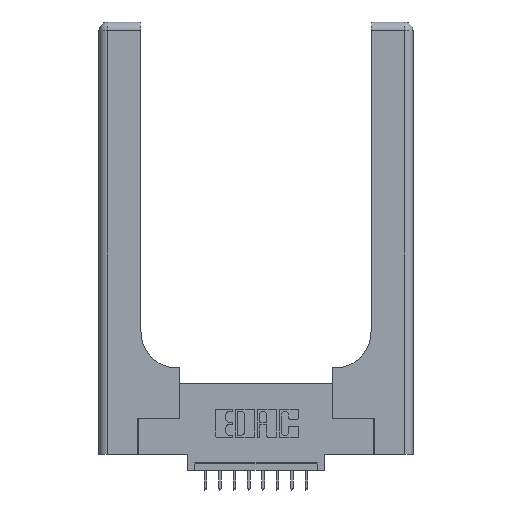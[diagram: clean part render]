
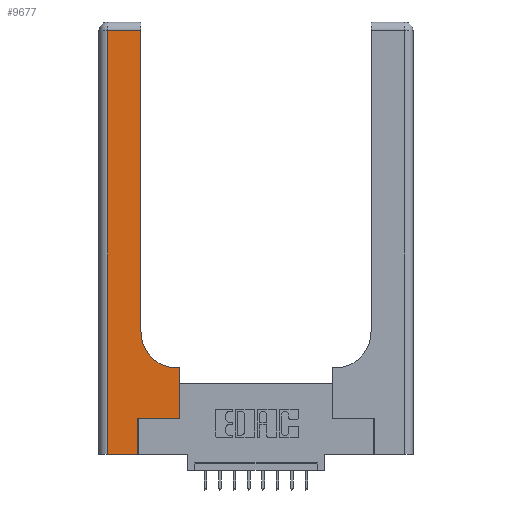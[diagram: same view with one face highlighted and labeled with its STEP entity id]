
A CAD part, top view. The second image highlights one B-rep face of the part: STEP entity #9677.
In plain terms, the highlighted planar face has unit normal (0, 0, 1).
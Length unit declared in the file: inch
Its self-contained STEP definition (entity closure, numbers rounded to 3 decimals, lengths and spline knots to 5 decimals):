
#91 = CARTESIAN_POINT ( 'NONE',  ( 0.269, 0.25, 0.37 ) ) ;
#182 = LINE ( 'NONE', #12571, #9756 ) ;
#328 = DIRECTION ( 'NONE',  ( 0., -1., 0. ) ) ;
#345 = PLANE ( 'NONE',  #3274 ) ;
#961 = VERTEX_POINT ( 'NONE', #11999 ) ;
#1392 = DIRECTION ( 'NONE',  ( 0., 1., 0. ) ) ;
#1395 = CARTESIAN_POINT ( 'NONE',  ( 0.269, 0., 0.37 ) ) ;
#1465 = DIRECTION ( 'NONE',  ( -1., 0., 0. ) ) ;
#1478 = EDGE_CURVE ( 'NONE', #14676, #2271, #1591, .T. ) ;
#1512 = DIRECTION ( 'NONE',  ( 1., 0., 0. ) ) ;
#1522 = VERTEX_POINT ( 'NONE', #12845 ) ;
#1591 = LINE ( 'NONE', #7749, #2082 ) ;
#1627 = CARTESIAN_POINT ( 'NONE',  ( 0., 2.94, 0.37 ) ) ;
#2082 = VECTOR ( 'NONE', #1512, 39.37008 ) ;
#2271 = VERTEX_POINT ( 'NONE', #1395 ) ;
#2667 = EDGE_CURVE ( 'NONE', #6135, #14123, #3973, .T. ) ;
#2723 = ORIENTED_EDGE ( 'NONE', *, *, #10488, .T. ) ;
#3006 = CARTESIAN_POINT ( 'NONE',  ( 0.06, 2.94, 0.37 ) ) ;
#3173 = VECTOR ( 'NONE', #4205, 39.37008 ) ;
#3175 = ORIENTED_EDGE ( 'NONE', *, *, #11382, .T. ) ;
#3274 = AXIS2_PLACEMENT_3D ( 'NONE', #14020, #3295, #8918 ) ;
#3294 = LINE ( 'NONE', #10747, #3173 ) ;
#3295 = DIRECTION ( 'NONE',  ( 0., 0., -1. ) ) ;
#3730 = ORIENTED_EDGE ( 'NONE', *, *, #3856, .T. ) ;
#3747 = EDGE_CURVE ( 'NONE', #15220, #14676, #14003, .T. ) ;
#3791 = ORIENTED_EDGE ( 'NONE', *, *, #2667, .T. ) ;
#3856 = EDGE_CURVE ( 'NONE', #961, #1522, #3294, .T. ) ;
#3967 = EDGE_CURVE ( 'NONE', #1522, #10330, #12775, .T. ) ;
#3973 = LINE ( 'NONE', #91, #9627 ) ;
#4186 = CARTESIAN_POINT ( 'NONE',  ( 0.5585, 0.25, 0.37 ) ) ;
#4194 = EDGE_LOOP ( 'NONE', ( #11730, #7634, #6295, #10598, #2723, #3791, #3175, #3730, #6705 ) ) ;
#4205 = DIRECTION ( 'NONE',  ( -1., 0., 0. ) ) ;
#4423 = CARTESIAN_POINT ( 'NONE',  ( 0.2915, 0.85, 0.37 ) ) ;
#5515 = AXIS2_PLACEMENT_3D ( 'NONE', #7584, #9929, #12533 ) ;
#6130 = LINE ( 'NONE', #7188, #7417 ) ;
#6135 = VERTEX_POINT ( 'NONE', #11436 ) ;
#6295 = ORIENTED_EDGE ( 'NONE', *, *, #3747, .T. ) ;
#6705 = ORIENTED_EDGE ( 'NONE', *, *, #3967, .T. ) ;
#7188 = CARTESIAN_POINT ( 'NONE',  ( 0.2915, 3., 0.37 ) ) ;
#7417 = VECTOR ( 'NONE', #14650, 39.37008 ) ;
#7584 = CARTESIAN_POINT ( 'NONE',  ( 0.5415, 0.85, 0.37 ) ) ;
#7634 = ORIENTED_EDGE ( 'NONE', *, *, #15684, .T. ) ;
#7749 = CARTESIAN_POINT ( 'NONE',  ( 0., 0., 0.37 ) ) ;
#7943 = LINE ( 'NONE', #1627, #8449 ) ;
#8449 = VECTOR ( 'NONE', #1465, 39.37008 ) ;
#8740 = CARTESIAN_POINT ( 'NONE',  ( 0.2915, 2.94, 0.37 ) ) ;
#8818 = DIRECTION ( 'NONE',  ( 1., 0., 0. ) ) ;
#8918 = DIRECTION ( 'NONE',  ( -1., 0., 0. ) ) ;
#9627 = VECTOR ( 'NONE', #8818, 39.37008 ) ;
#9677 = ADVANCED_FACE ( 'NONE', ( #11600 ), #345, .F. ) ;
#9740 = VECTOR ( 'NONE', #13816, 39.37008 ) ;
#9756 = VECTOR ( 'NONE', #1392, 39.37008 ) ;
#9759 = EDGE_CURVE ( 'NONE', #10330, #10977, #6130, .T. ) ;
#9929 = DIRECTION ( 'NONE',  ( 0., 0., -1. ) ) ;
#10330 = VERTEX_POINT ( 'NONE', #4423 ) ;
#10488 = EDGE_CURVE ( 'NONE', #2271, #6135, #182, .T. ) ;
#10598 = ORIENTED_EDGE ( 'NONE', *, *, #1478, .T. ) ;
#10747 = CARTESIAN_POINT ( 'NONE',  ( 0.2915, 0.6, 0.37 ) ) ;
#10977 = VERTEX_POINT ( 'NONE', #8740 ) ;
#11312 = LINE ( 'NONE', #4186, #9740 ) ;
#11382 = EDGE_CURVE ( 'NONE', #14123, #961, #11312, .T. ) ;
#11436 = CARTESIAN_POINT ( 'NONE',  ( 0.269, 0.25, 0.37 ) ) ;
#11493 = CARTESIAN_POINT ( 'NONE',  ( 0.06, 3., 0.37 ) ) ;
#11600 = FACE_OUTER_BOUND ( 'NONE', #4194, .T. ) ;
#11730 = ORIENTED_EDGE ( 'NONE', *, *, #9759, .T. ) ;
#11999 = CARTESIAN_POINT ( 'NONE',  ( 0.5585, 0.6, 0.37 ) ) ;
#12394 = CARTESIAN_POINT ( 'NONE',  ( 0.06, 0., 0.37 ) ) ;
#12533 = DIRECTION ( 'NONE',  ( 1., 0., 0. ) ) ;
#12571 = CARTESIAN_POINT ( 'NONE',  ( 0.269, 0., 0.37 ) ) ;
#12775 = CIRCLE ( 'NONE', #5515, 0.25 ) ;
#12845 = CARTESIAN_POINT ( 'NONE',  ( 0.5415, 0.6, 0.37 ) ) ;
#13286 = VECTOR ( 'NONE', #328, 39.37008 ) ;
#13574 = CARTESIAN_POINT ( 'NONE',  ( 0.5585, 0.25, 0.37 ) ) ;
#13816 = DIRECTION ( 'NONE',  ( 0., 1., 0. ) ) ;
#14003 = LINE ( 'NONE', #11493, #13286 ) ;
#14020 = CARTESIAN_POINT ( 'NONE',  ( 0., 3., 0.37 ) ) ;
#14123 = VERTEX_POINT ( 'NONE', #13574 ) ;
#14650 = DIRECTION ( 'NONE',  ( 0., 1., 0. ) ) ;
#14676 = VERTEX_POINT ( 'NONE', #12394 ) ;
#15220 = VERTEX_POINT ( 'NONE', #3006 ) ;
#15684 = EDGE_CURVE ( 'NONE', #10977, #15220, #7943, .T. ) ;
